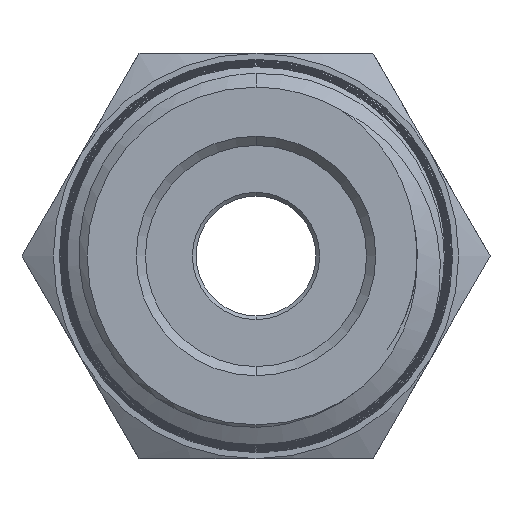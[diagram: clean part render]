
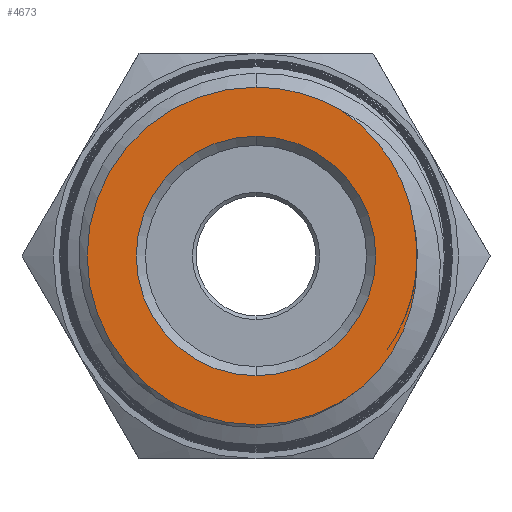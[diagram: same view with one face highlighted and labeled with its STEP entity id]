
A CAD part, front view. The second image highlights one B-rep face of the part: STEP entity #4673.
In plain terms, the highlighted planar face has unit normal (0, -1, 0).
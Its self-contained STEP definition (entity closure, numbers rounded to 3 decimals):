
#54 = ORIENTED_EDGE ( 'NONE', *, *, #6686, .T. ) ;
#58 = CARTESIAN_POINT ( 'NONE',  ( 5.85, 0., -7.057 ) ) ;
#309 = VERTEX_POINT ( 'NONE', #3765 ) ;
#373 = VERTEX_POINT ( 'NONE', #4870 ) ;
#384 = CARTESIAN_POINT ( 'NONE',  ( 6.889, 0., -5.923 ) ) ;
#433 = CIRCLE ( 'NONE', #1405, 6.5 ) ;
#491 = DIRECTION ( 'NONE',  ( 0., 0., 1. ) ) ;
#650 = ORIENTED_EDGE ( 'NONE', *, *, #5323, .T. ) ;
#685 = CARTESIAN_POINT ( 'NONE',  ( 0., 0., 0. ) ) ;
#902 = CARTESIAN_POINT ( 'NONE',  ( 7.732, 0., -4.636 ) ) ;
#1066 = ORIENTED_EDGE ( 'NONE', *, *, #2653, .T. ) ;
#1134 = AXIS2_PLACEMENT_3D ( 'NONE', #685, #4651, #1231 ) ;
#1231 = DIRECTION ( 'NONE',  ( 0., 0., 1. ) ) ;
#1324 = CARTESIAN_POINT ( 'NONE',  ( 0., 0., 0. ) ) ;
#1405 = AXIS2_PLACEMENT_3D ( 'NONE', #5733, #5710, #5679 ) ;
#1421 = FACE_BOUND ( 'NONE', #4797, .T. ) ;
#1460 = CARTESIAN_POINT ( 'NONE',  ( 8.419, 0., -2.916 ) ) ;
#1640 = CARTESIAN_POINT ( 'NONE',  ( 0., 0., -9.166 ) ) ;
#1648 = VERTEX_POINT ( 'NONE', #1640 ) ;
#1882 = ORIENTED_EDGE ( 'NONE', *, *, #6546, .T. ) ;
#1892 = DIRECTION ( 'NONE',  ( 0., 0., 1. ) ) ;
#1941 = CARTESIAN_POINT ( 'NONE',  ( 0., 0., 0. ) ) ;
#2010 = EDGE_CURVE ( 'NONE', #7247, #1648, #2764, .T. ) ;
#2038 = CARTESIAN_POINT ( 'NONE',  ( 8.736, 0., -1.102 ) ) ;
#2054 = AXIS2_PLACEMENT_3D ( 'NONE', #1324, #5321, #1892 ) ;
#2127 = CARTESIAN_POINT ( 'NONE',  ( 8.734, 0., -0.48 ) ) ;
#2128 = CARTESIAN_POINT ( 'NONE',  ( 0., 0., 0. ) ) ;
#2234 = EDGE_CURVE ( 'NONE', #1648, #3522, #3933, .T. ) ;
#2504 = DIRECTION ( 'NONE',  ( 0., 0., 1. ) ) ;
#2506 = B_SPLINE_CURVE_WITH_KNOTS ( 'NONE', 3,
 ( #6859, #6364, #5794, #5771, #5737, #5713, #5687, #5658, #5208, #5159, #5133, #5080 ),
 .UNSPECIFIED., .F., .F.,
 ( 4, 2, 2, 2, 2, 4 ),
 ( 0., 0.002, 0.004, 0.006, 0.007, 0.008 ),
 .UNSPECIFIED. ) ;
#2653 = EDGE_CURVE ( 'NONE', #373, #5525, #2506, .T. ) ;
#2697 = CARTESIAN_POINT ( 'NONE',  ( 8.726, 0., 0.92 ) ) ;
#2764 = CIRCLE ( 'NONE', #6138, 9.166 ) ;
#2789 = EDGE_CURVE ( 'NONE', #6187, #3901, #433, .T. ) ;
#2965 = ORIENTED_EDGE ( 'NONE', *, *, #2010, .T. ) ;
#2970 = B_SPLINE_CURVE_WITH_KNOTS ( 'NONE', 3,
 ( #6021, #5440, #7223, #3736, #384, #4305, #902, #4888, #1460, #5464, #2038, #6051 ),
 .UNSPECIFIED., .F., .F.,
 ( 4, 2, 2, 2, 2, 4 ),
 ( 0.005, 0.006, 0.007, 0.008, 0.01, 0.012 ),
 .UNSPECIFIED. ) ;
#3125 = CARTESIAN_POINT ( 'NONE',  ( 0., 0., 6.5 ) ) ;
#3282 = CARTESIAN_POINT ( 'NONE',  ( 0., 0., -6.5 ) ) ;
#3285 = EDGE_CURVE ( 'NONE', #3522, #309, #2970, .T. ) ;
#3510 = CARTESIAN_POINT ( 'NONE',  ( 0., 0., 9.166 ) ) ;
#3522 = VERTEX_POINT ( 'NONE', #58 ) ;
#3565 = ORIENTED_EDGE ( 'NONE', *, *, #2789, .T. ) ;
#3712 = EDGE_LOOP ( 'NONE', ( #54, #1066, #1882, #2965, #5695, #6997 ) ) ;
#3731 = AXIS2_PLACEMENT_3D ( 'NONE', #1941, #5943, #2504 ) ;
#3736 = CARTESIAN_POINT ( 'NONE',  ( 6.695, 0., -6.167 ) ) ;
#3765 = CARTESIAN_POINT ( 'NONE',  ( 8.734, 0., -0.48 ) ) ;
#3901 = VERTEX_POINT ( 'NONE', #3282 ) ;
#3933 = CIRCLE ( 'NONE', #6945, 9.166 ) ;
#4305 = CARTESIAN_POINT ( 'NONE',  ( 7.428, 0., -5.169 ) ) ;
#4651 = DIRECTION ( 'NONE',  ( 0., -1., 0. ) ) ;
#4673 = ADVANCED_FACE ( 'NONE', ( #1421, #5804 ), #6522, .F. ) ;
#4797 = EDGE_LOOP ( 'NONE', ( #650, #3565 ) ) ;
#4842 = CARTESIAN_POINT ( 'NONE',  ( 4.647, 0., 7.901 ) ) ;
#4870 = CARTESIAN_POINT ( 'NONE',  ( 8.598, 0., 1.607 ) ) ;
#4888 = CARTESIAN_POINT ( 'NONE',  ( 8.227, 0., -3.513 ) ) ;
#5080 = CARTESIAN_POINT ( 'NONE',  ( 4.647, 0., 7.901 ) ) ;
#5133 = CARTESIAN_POINT ( 'NONE',  ( 4.912, 0., 7.726 ) ) ;
#5159 = CARTESIAN_POINT ( 'NONE',  ( 5.167, 0., 7.536 ) ) ;
#5208 = CARTESIAN_POINT ( 'NONE',  ( 5.659, 0., 7.13 ) ) ;
#5321 = DIRECTION ( 'NONE',  ( 0., 1., 0. ) ) ;
#5323 = EDGE_CURVE ( 'NONE', #3901, #6187, #5355, .T. ) ;
#5355 = CIRCLE ( 'NONE', #2054, 6.5 ) ;
#5440 = CARTESIAN_POINT ( 'NONE',  ( 6.075, 0., -6.849 ) ) ;
#5464 = CARTESIAN_POINT ( 'NONE',  ( 8.672, 0., -1.713 ) ) ;
#5525 = VERTEX_POINT ( 'NONE', #4842 ) ;
#5565 = CARTESIAN_POINT ( 'NONE',  ( 8.772, 0., 0.218 ) ) ;
#5567 = DIRECTION ( 'NONE',  ( 0., -1., 0. ) ) ;
#5658 = CARTESIAN_POINT ( 'NONE',  ( 5.896, 0., 6.913 ) ) ;
#5679 = DIRECTION ( 'NONE',  ( 0., 0., 1. ) ) ;
#5687 = CARTESIAN_POINT ( 'NONE',  ( 6.572, 0., 6.224 ) ) ;
#5695 = ORIENTED_EDGE ( 'NONE', *, *, #2234, .T. ) ;
#5710 = DIRECTION ( 'NONE',  ( 0., 1., 0. ) ) ;
#5713 = CARTESIAN_POINT ( 'NONE',  ( 6.966, 0., 5.725 ) ) ;
#5733 = CARTESIAN_POINT ( 'NONE',  ( 0., 0., 0. ) ) ;
#5737 = CARTESIAN_POINT ( 'NONE',  ( 7.646, 0., 4.646 ) ) ;
#5771 = CARTESIAN_POINT ( 'NONE',  ( 7.931, 0., 4.062 ) ) ;
#5794 = CARTESIAN_POINT ( 'NONE',  ( 8.364, 0., 2.865 ) ) ;
#5804 = FACE_OUTER_BOUND ( 'NONE', #3712, .T. ) ;
#5851 = DIRECTION ( 'NONE',  ( 0., 0., 1. ) ) ;
#5861 = DIRECTION ( 'NONE',  ( 0., -1., 0. ) ) ;
#5881 = CARTESIAN_POINT ( 'NONE',  ( 0., 0., 0. ) ) ;
#5943 = DIRECTION ( 'NONE',  ( 0., 1., 0. ) ) ;
#6021 = CARTESIAN_POINT ( 'NONE',  ( 5.85, 0., -7.057 ) ) ;
#6051 = CARTESIAN_POINT ( 'NONE',  ( 8.734, 0., -0.48 ) ) ;
#6138 = AXIS2_PLACEMENT_3D ( 'NONE', #5881, #5861, #5851 ) ;
#6187 = VERTEX_POINT ( 'NONE', #3125 ) ;
#6364 = CARTESIAN_POINT ( 'NONE',  ( 8.515, 0., 2.246 ) ) ;
#6522 = PLANE ( 'NONE',  #3731 ) ;
#6546 = EDGE_CURVE ( 'NONE', #5525, #7247, #7336, .T. ) ;
#6661 = B_SPLINE_CURVE_WITH_KNOTS ( 'NONE', 3,
 ( #2127, #5565, #2697, #6756 ),
 .UNSPECIFIED., .F., .F.,
 ( 4, 4 ),
 ( 0., 0.002 ),
 .UNSPECIFIED. ) ;
#6686 = EDGE_CURVE ( 'NONE', #309, #373, #6661, .T. ) ;
#6756 = CARTESIAN_POINT ( 'NONE',  ( 8.598, 0., 1.607 ) ) ;
#6859 = CARTESIAN_POINT ( 'NONE',  ( 8.598, 0., 1.607 ) ) ;
#6945 = AXIS2_PLACEMENT_3D ( 'NONE', #2128, #5567, #491 ) ;
#6997 = ORIENTED_EDGE ( 'NONE', *, *, #3285, .T. ) ;
#7223 = CARTESIAN_POINT ( 'NONE',  ( 6.289, 0., -6.629 ) ) ;
#7247 = VERTEX_POINT ( 'NONE', #3510 ) ;
#7336 = CIRCLE ( 'NONE', #1134, 9.166 ) ;
